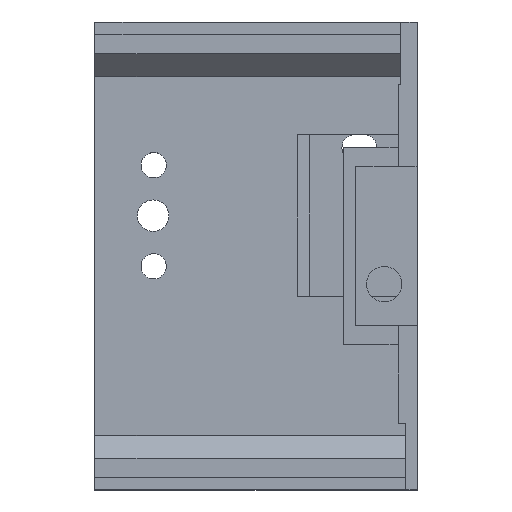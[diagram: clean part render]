
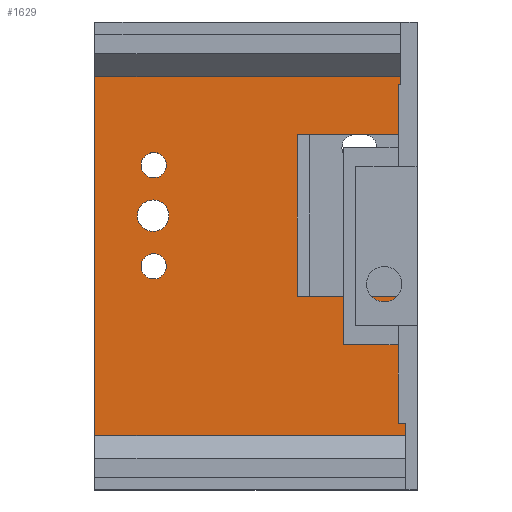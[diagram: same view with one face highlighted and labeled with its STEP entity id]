
A CAD part, top view. The second image highlights one B-rep face of the part: STEP entity #1629.
In plain terms, the highlighted planar face has unit normal (0, 0, 1).
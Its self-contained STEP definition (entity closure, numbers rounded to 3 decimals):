
#46=FACE_BOUND('',#281,.T.);
#47=FACE_BOUND('',#282,.T.);
#48=FACE_BOUND('',#283,.T.);
#107=PLANE('',#1756);
#186=FACE_OUTER_BOUND('',#280,.T.);
#280=EDGE_LOOP('',(#1536,#1537,#1538,#1539,#1540,#1541,#1542,#1543));
#281=EDGE_LOOP('',(#1544));
#282=EDGE_LOOP('',(#1545));
#283=EDGE_LOOP('',(#1546));
#460=LINE('',#2598,#655);
#463=LINE('',#2603,#658);
#466=LINE('',#2609,#661);
#469=LINE('',#2614,#664);
#471=LINE('',#2618,#666);
#473=LINE('',#2621,#668);
#474=LINE('',#2623,#669);
#476=LINE('',#2626,#671);
#655=VECTOR('',#2133,10.);
#658=VECTOR('',#2138,10.);
#661=VECTOR('',#2143,10.);
#664=VECTOR('',#2148,10.);
#666=VECTOR('',#2152,10.);
#668=VECTOR('',#2156,10.);
#669=VECTOR('',#2157,10.);
#671=VECTOR('',#2161,10.);
#690=CIRCLE('',#1671,1.);
#704=CIRCLE('',#1750,1.);
#706=CIRCLE('',#1753,1.25);
#741=VERTEX_POINT('',#2265);
#848=VERTEX_POINT('',#2595);
#849=VERTEX_POINT('',#2597);
#850=VERTEX_POINT('',#2602);
#851=VERTEX_POINT('',#2606);
#852=VERTEX_POINT('',#2608);
#853=VERTEX_POINT('',#2613);
#854=VERTEX_POINT('',#2617);
#855=VERTEX_POINT('',#2622);
#856=VERTEX_POINT('',#2628);
#858=VERTEX_POINT('',#2634);
#900=EDGE_CURVE('',#741,#741,#690,.T.);
#1066=EDGE_CURVE('',#849,#848,#460,.T.);
#1069=EDGE_CURVE('',#849,#850,#463,.T.);
#1072=EDGE_CURVE('',#852,#851,#466,.T.);
#1075=EDGE_CURVE('',#853,#852,#469,.T.);
#1077=EDGE_CURVE('',#854,#853,#471,.T.);
#1079=EDGE_CURVE('',#850,#851,#473,.T.);
#1080=EDGE_CURVE('',#855,#854,#474,.T.);
#1082=EDGE_CURVE('',#855,#848,#476,.T.);
#1083=EDGE_CURVE('',#856,#856,#704,.T.);
#1086=EDGE_CURVE('',#858,#858,#706,.T.);
#1536=ORIENTED_EDGE('',*,*,#1082,.F.);
#1537=ORIENTED_EDGE('',*,*,#1080,.T.);
#1538=ORIENTED_EDGE('',*,*,#1077,.T.);
#1539=ORIENTED_EDGE('',*,*,#1075,.T.);
#1540=ORIENTED_EDGE('',*,*,#1072,.T.);
#1541=ORIENTED_EDGE('',*,*,#1079,.F.);
#1542=ORIENTED_EDGE('',*,*,#1069,.F.);
#1543=ORIENTED_EDGE('',*,*,#1066,.T.);
#1544=ORIENTED_EDGE('',*,*,#900,.T.);
#1545=ORIENTED_EDGE('',*,*,#1086,.T.);
#1546=ORIENTED_EDGE('',*,*,#1083,.T.);
#1629=ADVANCED_FACE('',(#186,#46,#47,#48),#107,.F.);
#1671=AXIS2_PLACEMENT_3D('',#2266,#1837,#1838);
#1750=AXIS2_PLACEMENT_3D('',#2629,#2164,#2165);
#1753=AXIS2_PLACEMENT_3D('',#2635,#2171,#2172);
#1756=AXIS2_PLACEMENT_3D('',#2640,#2178,#2179);
#1837=DIRECTION('center_axis',(0.,0.,
-1.));
#1838=DIRECTION('ref_axis',(-1.,0.,0.));
#2133=DIRECTION('',(0.,-1.,0.));
#2138=DIRECTION('',(1.,0.,0.));
#2143=DIRECTION('',(1.,0.,0.));
#2148=DIRECTION('',(0.,1.,0.));
#2152=DIRECTION('',(-1.,0.,0.));
#2156=DIRECTION('',(0.,-1.,0.));
#2157=DIRECTION('',(0.,1.,0.));
#2161=DIRECTION('',(-1.,0.,0.));
#2164=DIRECTION('center_axis',(0.,0.,
-1.));
#2165=DIRECTION('ref_axis',(-1.,0.,0.));
#2171=DIRECTION('center_axis',(0.,0.,
-1.));
#2172=DIRECTION('ref_axis',(0.,1.,0.));
#2178=DIRECTION('center_axis',(0.,0.,
-1.));
#2179=DIRECTION('ref_axis',(-1.,0.,0.));
#2265=CARTESIAN_POINT('',(-6.629,7.2,-3.135));
#2266=CARTESIAN_POINT('Origin',(-7.629,7.2,-3.135));
#2595=CARTESIAN_POINT('',(-12.285,-14.187,-3.135));
#2597=CARTESIAN_POINT('',(-12.285,14.187,-3.135));
#2598=CARTESIAN_POINT('',(-12.285,10.296,-3.135));
#2602=CARTESIAN_POINT('',(12.533,14.187,-3.135));
#2603=CARTESIAN_POINT('',(-5.962,14.187,-3.135));
#2606=CARTESIAN_POINT('',(12.533,9.616,-3.135));
#2608=CARTESIAN_POINT('',(3.705,9.616,-3.135));
#2609=CARTESIAN_POINT('',(4.816,9.616,-3.135));
#2613=CARTESIAN_POINT('',(3.705,-3.184,-3.135));
#2614=CARTESIAN_POINT('',(3.705,-0.287,-3.135));
#2617=CARTESIAN_POINT('',(12.533,-3.184,-3.135));
#2618=CARTESIAN_POINT('',(2.201,-3.184,-3.135));
#2621=CARTESIAN_POINT('',(12.533,0.925,-3.135));
#2622=CARTESIAN_POINT('',(12.533,-14.187,-3.135));
#2623=CARTESIAN_POINT('',(12.533,-7.344,-3.135));
#2626=CARTESIAN_POINT('',(-5.962,-14.187,-3.135));
#2628=CARTESIAN_POINT('',(-6.629,-0.8,-3.135));
#2629=CARTESIAN_POINT('Origin',(-7.629,-0.8,-3.135));
#2634=CARTESIAN_POINT('',(-7.679,1.95,-3.135));
#2635=CARTESIAN_POINT('Origin',(-7.679,3.2,-3.135));
#2640=CARTESIAN_POINT('Origin',(0.37,3.216,-3.135));
